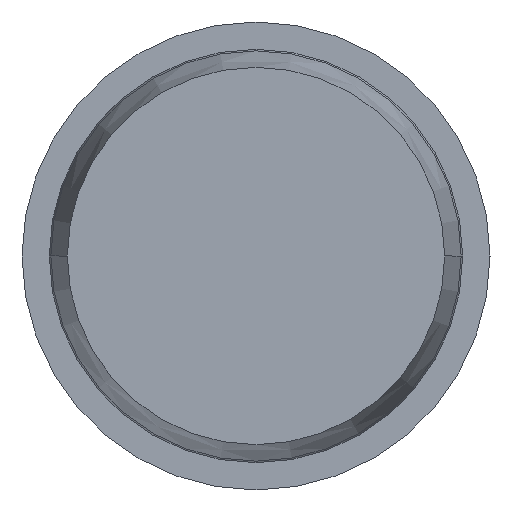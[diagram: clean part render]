
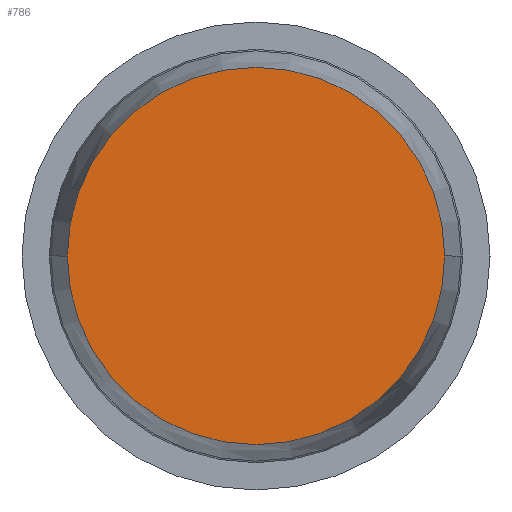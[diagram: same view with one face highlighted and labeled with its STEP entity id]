
A CAD part, front view. The second image highlights one B-rep face of the part: STEP entity #786.
In plain terms, the highlighted planar face has unit normal (0, -1, 0).
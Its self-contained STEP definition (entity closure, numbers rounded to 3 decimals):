
#408 = CARTESIAN_POINT ( 'NONE',  ( 0., -19., 0. ) ) ;
#437 = DIRECTION ( 'NONE',  ( 0., -1., 0. ) ) ;
#598 = PLANE ( 'NONE',  #2501 ) ;
#619 = FACE_OUTER_BOUND ( 'NONE', #3968, .T. ) ;
#623 = ORIENTED_EDGE ( 'NONE', *, *, #1337, .T. ) ;
#639 = CARTESIAN_POINT ( 'NONE',  ( 0., -19., 0. ) ) ;
#786 = ADVANCED_FACE ( 'Defeature ausgef�hrt1_0', ( #619 ), #598, .T. ) ;
#952 = CIRCLE ( 'NONE', #3279, 1.209 ) ;
#971 = DIRECTION ( 'NONE',  ( 0., -1., 0. ) ) ;
#1333 = CARTESIAN_POINT ( 'NONE',  ( -1.209, -19., 0. ) ) ;
#1337 = EDGE_CURVE ( 'Defeature ausgef�hrt1_0+Defeature ausgef�hrt1_10+Defeature ausgef�hrt1_10+Defeature ausgef�hrt1_10', #3623, #4315, #3236, .T. ) ;
#2193 = ORIENTED_EDGE ( 'NONE', *, *, #3616, .T. ) ;
#2501 = AXIS2_PLACEMENT_3D ( 'NONE', #639, #971, #3331 ) ;
#2735 = CARTESIAN_POINT ( 'NONE',  ( 0., -19., 0. ) ) ;
#2785 = DIRECTION ( 'NONE',  ( 1., 0., 0. ) ) ;
#3236 = CIRCLE ( 'NONE', #3822, 1.209 ) ;
#3279 = AXIS2_PLACEMENT_3D ( 'NONE', #2735, #437, #2785 ) ;
#3331 = DIRECTION ( 'NONE',  ( 1., 0., 0. ) ) ;
#3616 = EDGE_CURVE ( 'Defeature ausgef�hrt1_0+Defeature ausgef�hrt1_10+Defeature ausgef�hrt1_10+Defeature ausgef�hrt1_10', #4315, #3623, #952, .T. ) ;
#3623 = VERTEX_POINT ( 'NONE', #3797 ) ;
#3768 = DIRECTION ( 'NONE',  ( 0., -1., 0. ) ) ;
#3797 = CARTESIAN_POINT ( 'NONE',  ( 1.209, -19., 0. ) ) ;
#3822 = AXIS2_PLACEMENT_3D ( 'NONE', #408, #3768, #4091 ) ;
#3968 = EDGE_LOOP ( 'NONE', ( #2193, #623 ) ) ;
#4091 = DIRECTION ( 'NONE',  ( 1., 0., 0. ) ) ;
#4315 = VERTEX_POINT ( 'NONE', #1333 ) ;
